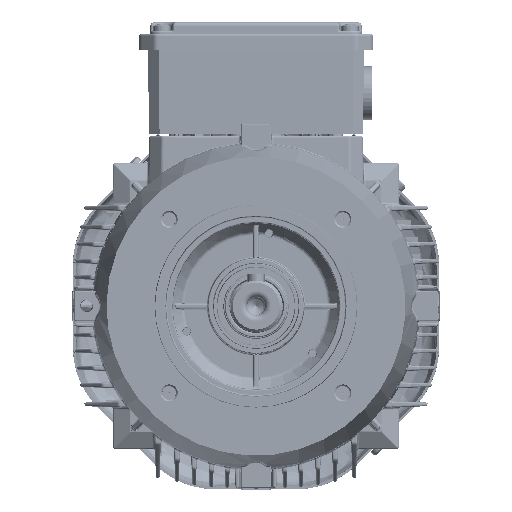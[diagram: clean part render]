
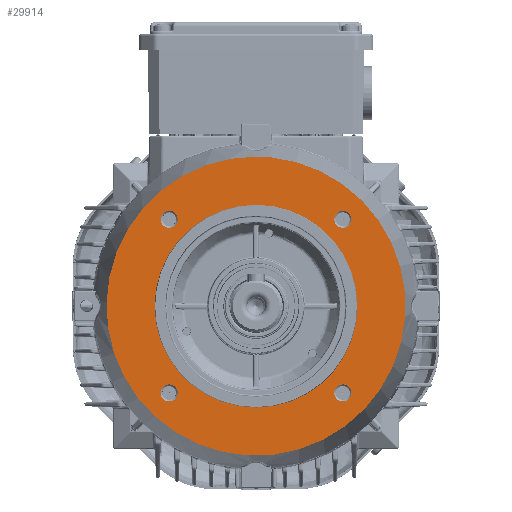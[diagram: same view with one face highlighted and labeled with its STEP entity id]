
A CAD part, left-side view. The second image highlights one B-rep face of the part: STEP entity #29914.
In plain terms, the highlighted planar face has unit normal (-1, 0, 0).
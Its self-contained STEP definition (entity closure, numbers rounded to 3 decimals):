
#29914=ADVANCED_FACE('',(#37301,#37302,#37303,#37304,#37305,#37306),#35802,
 .T.);
#35802=PLANE('',#108863);
#37301=FACE_BOUND('',#38187,.T.);
#37302=FACE_BOUND('',#38188,.T.);
#37303=FACE_BOUND('',#38189,.T.);
#37304=FACE_BOUND('',#38190,.T.);
#37305=FACE_BOUND('',#38191,.T.);
#37306=FACE_BOUND('',#38192,.T.);
#38187=EDGE_LOOP('',(#45269));
#38188=EDGE_LOOP('',(#45270));
#38189=EDGE_LOOP('',(#45271));
#38190=EDGE_LOOP('',(#45272));
#38191=EDGE_LOOP('',(#45273));
#38192=EDGE_LOOP('',(#45274));
#45269=ORIENTED_EDGE('',*,*,#86054,.T.);
#45270=ORIENTED_EDGE('',*,*,#86055,.T.);
#45271=ORIENTED_EDGE('',*,*,#86056,.T.);
#45272=ORIENTED_EDGE('',*,*,#86057,.T.);
#45273=ORIENTED_EDGE('',*,*,#85791,.F.);
#45274=ORIENTED_EDGE('',*,*,#86058,.F.);
#74499=VERTEX_POINT('',#150643);
#74640=VERTEX_POINT('',#152978);
#74641=VERTEX_POINT('',#152980);
#74642=VERTEX_POINT('',#152982);
#74643=VERTEX_POINT('',#152984);
#74644=VERTEX_POINT('',#152986);
#85791=EDGE_CURVE('',#74499,#74499,#103307,.T.);
#86054=EDGE_CURVE('',#74640,#74640,#103397,.T.);
#86055=EDGE_CURVE('',#74641,#74641,#103398,.T.);
#86056=EDGE_CURVE('',#74642,#74642,#103399,.T.);
#86057=EDGE_CURVE('',#74643,#74643,#103400,.T.);
#86058=EDGE_CURVE('',#74644,#74644,#103401,.T.);
#103307=CIRCLE('',#108703,70.022);
#103397=CIRCLE('',#108858,4.);
#103398=CIRCLE('',#108859,4.);
#103399=CIRCLE('',#108860,4.);
#103400=CIRCLE('',#108861,4.);
#103401=CIRCLE('',#108862,47.5);
#108703=AXIS2_PLACEMENT_3D('',#150642,#120375,#120376);
#108858=AXIS2_PLACEMENT_3D('',#152977,#120716,#120717);
#108859=AXIS2_PLACEMENT_3D('',#152979,#120718,#120719);
#108860=AXIS2_PLACEMENT_3D('',#152981,#120720,#120721);
#108861=AXIS2_PLACEMENT_3D('',#152983,#120722,#120723);
#108862=AXIS2_PLACEMENT_3D('',#152985,#120724,#120725);
#108863=AXIS2_PLACEMENT_3D('',#152987,#120726,#120727);
#120375=DIRECTION('',(1.,0.,0.));
#120376=DIRECTION('',(0.,0.,1.));
#120716=DIRECTION('',(1.,0.,0.));
#120717=DIRECTION('',(0.,0.,1.));
#120718=DIRECTION('',(1.,0.,0.));
#120719=DIRECTION('',(0.,0.,1.));
#120720=DIRECTION('',(1.,0.,0.));
#120721=DIRECTION('',(0.,0.,1.));
#120722=DIRECTION('',(1.,0.,0.));
#120723=DIRECTION('',(0.,0.,1.));
#120724=DIRECTION('',(-1.,0.,0.));
#120725=DIRECTION('',(0.,0.,-1.));
#120726=DIRECTION('',(-1.,0.,0.));
#120727=DIRECTION('',(0.,0.,1.));
#150642=CARTESIAN_POINT('',(-26.999,0.,0.));
#150643=CARTESIAN_POINT('',(-26.999,0.,70.022));
#152977=CARTESIAN_POINT('',(-26.999,-40.666,-40.66));
#152978=CARTESIAN_POINT('',(-26.999,-40.666,-36.66));
#152979=CARTESIAN_POINT('',(-26.999,-40.66,40.666));
#152980=CARTESIAN_POINT('',(-26.999,-40.66,44.666));
#152981=CARTESIAN_POINT('',(-26.999,40.666,40.66));
#152982=CARTESIAN_POINT('',(-26.999,40.666,44.66));
#152983=CARTESIAN_POINT('',(-26.999,40.66,-40.666));
#152984=CARTESIAN_POINT('',(-26.999,40.66,-36.666));
#152985=CARTESIAN_POINT('',(-26.999,0.,0.));
#152986=CARTESIAN_POINT('',(-26.999,0.,-47.5));
#152987=CARTESIAN_POINT('',(-26.999,0.,0.));
